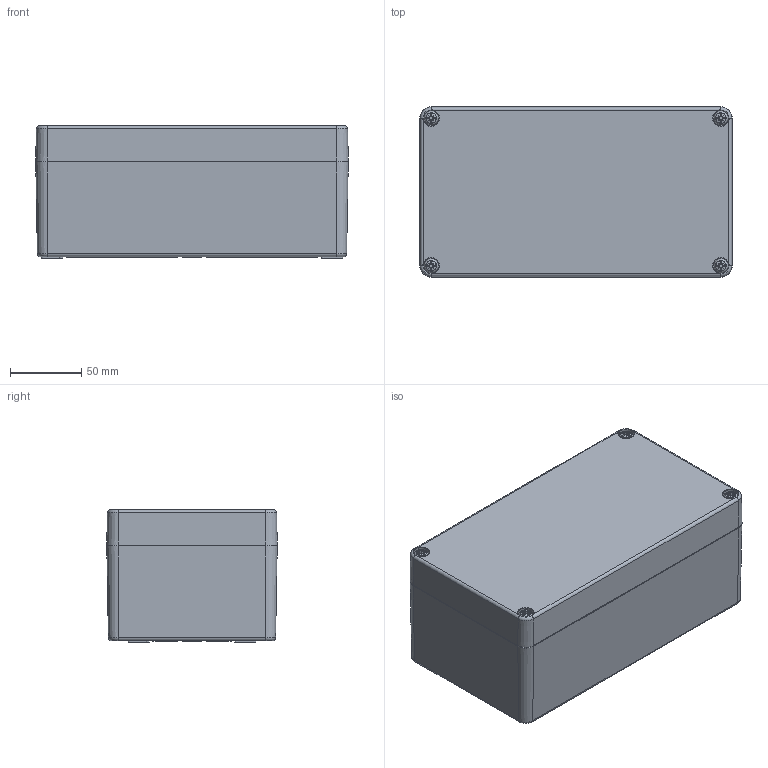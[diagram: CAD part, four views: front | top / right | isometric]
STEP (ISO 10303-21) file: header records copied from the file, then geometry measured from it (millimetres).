
FILE_DESCRIPTION((''),'2;1');
FILE_NAME('3211101350-MBP-Ex-leer_221290_VE.stp','2014-05-16T13:27:13',('robin.rentz'),(''),'Autodesk Inventor 2012','Autodesk Inventor 2012','');
FILE_SCHEMA(('AUTOMOTIVE_DESIGN { 1 0 10303 214 1 1 1 1 }'));
Length unit declared in the file: millimetre
Products named in the file (5): 3211101350-MBP-Ex-leer_221290_VE; 3211101350-UT_221290_VE; 3211101350-OT_221290_VE; Schraube BM 6x30; xxx-O-Ring-MBP_221290
Assembly tree (7 placements, depth 2):
  3211101350-MBP-Ex-leer_221290_VE
    3211101350-UT_221290_VE
    3211101350-OT_221290_VE
    Schraube BM 6x30  x4
    xxx-O-Ring-MBP_221290
Bounding box: 219.99 x 119.99 x 93 mm (x, y, z)
Volume: 588720 mm3; surface area: 243226.1 mm2
Topology: 7 solids, 7 shells, 1371 faces, 3409 edges, 2117 vertices
Faces by surface type: plane 435, bspline 285, cylinder 254, torus 235, cone 158, sphere 4
Full cylindrical faces by diameter (mm): 4.917 x10, 5 x4, 6 x8, 7 x4, 7.5 x4, 10 x4, 11 x4
Entity records: 39132 total; most frequent: CARTESIAN_POINT 11347, ORIENTED_EDGE 5910, DIRECTION 5270, EDGE_CURVE 2955, AXIS2_PLACEMENT_3D 1933, VERTEX_POINT 1886, EDGE_LOOP 1431, VECTOR 1404
